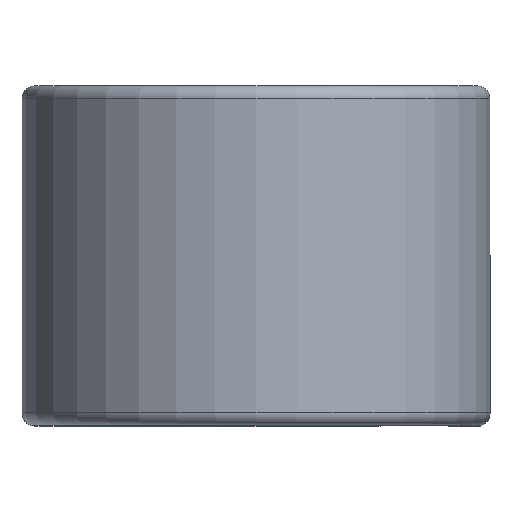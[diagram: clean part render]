
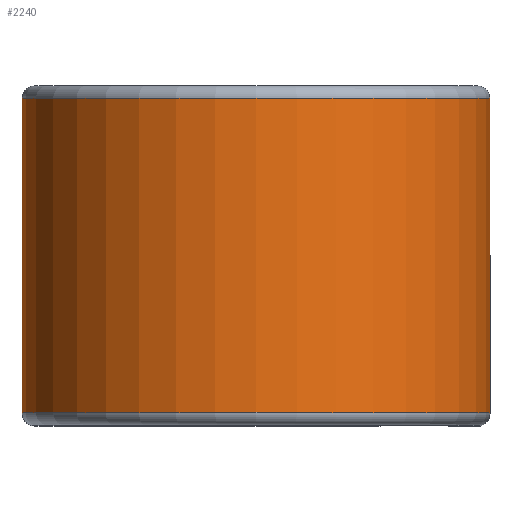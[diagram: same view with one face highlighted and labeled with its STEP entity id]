
A CAD part, top view. The second image highlights one B-rep face of the part: STEP entity #2240.
In plain terms, the highlighted cylindrical face has radius 14.224 mm (diameter 28.448 mm), a partial arc.
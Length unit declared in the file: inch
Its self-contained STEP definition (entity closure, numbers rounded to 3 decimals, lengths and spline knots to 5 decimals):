
#285 = EDGE_CURVE ( 'NONE', #923, #1703, #2984, .T. ) ;
#340 = AXIS2_PLACEMENT_3D ( 'NONE', #2167, #759, #2391 ) ;
#347 = ORIENTED_EDGE ( 'NONE', *, *, #1676, .F. ) ;
#389 = AXIS2_PLACEMENT_3D ( 'NONE', #1578, #2570, #2367 ) ;
#396 = EDGE_CURVE ( 'NONE', #923, #2981, #836, .T. ) ;
#502 = FACE_OUTER_BOUND ( 'NONE', #1836, .T. ) ;
#598 = DIRECTION ( 'NONE',  ( 0., -1., 0. ) ) ;
#618 = DIRECTION ( 'NONE',  ( 0., 1., 0. ) ) ;
#742 = ORIENTED_EDGE ( 'NONE', *, *, #285, .F. ) ;
#759 = DIRECTION ( 'NONE',  ( 0., -1., 0. ) ) ;
#835 = CYLINDRICAL_SURFACE ( 'NONE', #389, 0.56 ) ;
#836 = LINE ( 'NONE', #857, #1461 ) ;
#857 = CARTESIAN_POINT ( 'NONE',  ( 0.56, 0.37625, 0.875 ) ) ;
#923 = VERTEX_POINT ( 'NONE', #1956 ) ;
#1030 = VECTOR ( 'NONE', #2740, 39.37008 ) ;
#1423 = CIRCLE ( 'NONE', #340, 0.56 ) ;
#1458 = ORIENTED_EDGE ( 'NONE', *, *, #396, .T. ) ;
#1461 = VECTOR ( 'NONE', #618, 39.37008 ) ;
#1578 = CARTESIAN_POINT ( 'NONE',  ( 0., 0.375, 0.875 ) ) ;
#1656 = LINE ( 'NONE', #2281, #1030 ) ;
#1676 = EDGE_CURVE ( 'NONE', #1703, #2685, #1656, .T. ) ;
#1703 = VERTEX_POINT ( 'NONE', #2757 ) ;
#1836 = EDGE_LOOP ( 'NONE', ( #1458, #3005, #347, #742 ) ) ;
#1915 = AXIS2_PLACEMENT_3D ( 'NONE', #1999, #598, #2235 ) ;
#1954 = EDGE_CURVE ( 'NONE', #2981, #2685, #1423, .T. ) ;
#1956 = CARTESIAN_POINT ( 'NONE',  ( 0.56, -0.37625, 0.875 ) ) ;
#1999 = CARTESIAN_POINT ( 'NONE',  ( 0., -0.37625, 0.875 ) ) ;
#2167 = CARTESIAN_POINT ( 'NONE',  ( 0., 0.37625, 0.875 ) ) ;
#2235 = DIRECTION ( 'NONE',  ( 0., 0., -1. ) ) ;
#2240 = ADVANCED_FACE ( 'NONE', ( #502 ), #835, .T. ) ;
#2281 = CARTESIAN_POINT ( 'NONE',  ( -0.56, 0.37625, 0.875 ) ) ;
#2315 = CARTESIAN_POINT ( 'NONE',  ( -0.56, 0.37625, 0.875 ) ) ;
#2367 = DIRECTION ( 'NONE',  ( 0., 0., -1. ) ) ;
#2391 = DIRECTION ( 'NONE',  ( 0., 0., -1. ) ) ;
#2570 = DIRECTION ( 'NONE',  ( 0., -1., 0. ) ) ;
#2685 = VERTEX_POINT ( 'NONE', #2315 ) ;
#2740 = DIRECTION ( 'NONE',  ( 0., 1., 0. ) ) ;
#2757 = CARTESIAN_POINT ( 'NONE',  ( -0.56, -0.37625, 0.875 ) ) ;
#2867 = CARTESIAN_POINT ( 'NONE',  ( 0.56, 0.37625, 0.875 ) ) ;
#2981 = VERTEX_POINT ( 'NONE', #2867 ) ;
#2984 = CIRCLE ( 'NONE', #1915, 0.56 ) ;
#3005 = ORIENTED_EDGE ( 'NONE', *, *, #1954, .T. ) ;
